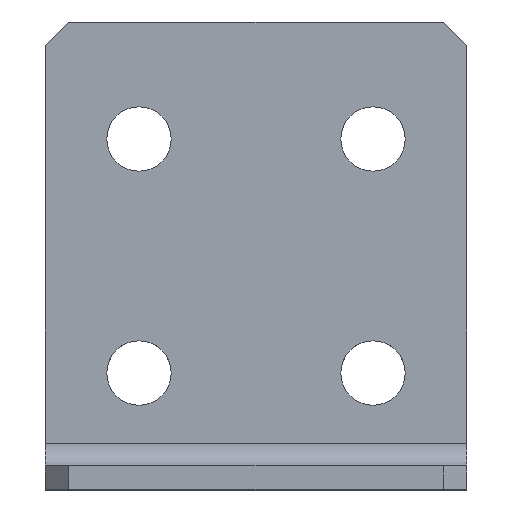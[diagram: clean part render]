
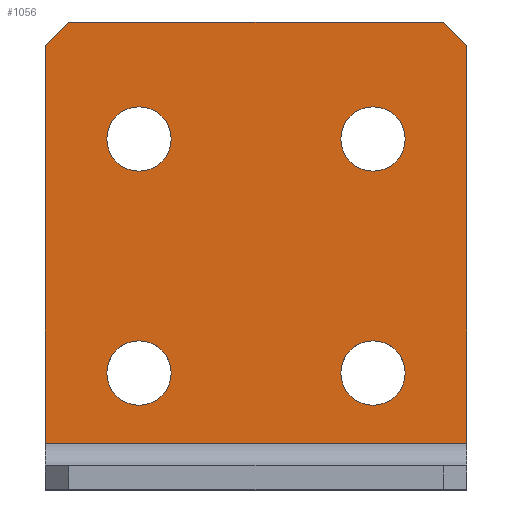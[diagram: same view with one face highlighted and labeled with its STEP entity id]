
A CAD part, top view. The second image highlights one B-rep face of the part: STEP entity #1056.
In plain terms, the highlighted planar face has unit normal (0, 0, 1).
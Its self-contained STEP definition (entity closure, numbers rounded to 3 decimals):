
#2 = EDGE_CURVE ( 'NONE', #1106, #48, #1044, .T. ) ;
#29 = VECTOR ( 'NONE', #510, 1000. ) ;
#31 = CARTESIAN_POINT ( 'NONE',  ( -18., 0., 2. ) ) ;
#47 = AXIS2_PLACEMENT_3D ( 'NONE', #960, #1122, #866 ) ;
#48 = VERTEX_POINT ( 'NONE', #251 ) ;
#49 = CARTESIAN_POINT ( 'NONE',  ( 0., 0., 2. ) ) ;
#59 = DIRECTION ( 'NONE',  ( 1., 0., 0. ) ) ;
#64 = VECTOR ( 'NONE', #465, 1000. ) ;
#65 = ORIENTED_EDGE ( 'NONE', *, *, #95, .F. ) ;
#70 = DIRECTION ( 'NONE',  ( 0., 0., 1. ) ) ;
#82 = CIRCLE ( 'NONE', #733, 2.75 ) ;
#93 = CARTESIAN_POINT ( 'NONE',  ( -10., 10., 2. ) ) ;
#95 = EDGE_CURVE ( 'NONE', #853, #157, #197, .T. ) ;
#110 = CARTESIAN_POINT ( 'NONE',  ( -7.25, 10., 2. ) ) ;
#118 = DIRECTION ( 'NONE',  ( -0.707, -0.707, 0. ) ) ;
#119 = CIRCLE ( 'NONE', #175, 2.75 ) ;
#126 = CARTESIAN_POINT ( 'NONE',  ( 18., 4., 2. ) ) ;
#127 = CARTESIAN_POINT ( 'NONE',  ( 10., 10., 2. ) ) ;
#139 = CARTESIAN_POINT ( 'NONE',  ( 10., 10., 2. ) ) ;
#151 = DIRECTION ( 'NONE',  ( 0., 0., -1. ) ) ;
#155 = VECTOR ( 'NONE', #1023, 1000. ) ;
#157 = VERTEX_POINT ( 'NONE', #906 ) ;
#163 = EDGE_CURVE ( 'NONE', #979, #953, #562, .T. ) ;
#175 = AXIS2_PLACEMENT_3D ( 'NONE', #93, #187, #1116 ) ;
#180 = DIRECTION ( 'NONE',  ( 0., 0., 1. ) ) ;
#187 = DIRECTION ( 'NONE',  ( 0., 0., 1. ) ) ;
#191 = ORIENTED_EDGE ( 'NONE', *, *, #1095, .T. ) ;
#197 = LINE ( 'NONE', #900, #64 ) ;
#207 = AXIS2_PLACEMENT_3D ( 'NONE', #603, #536, #958 ) ;
#211 = CARTESIAN_POINT ( 'NONE',  ( -18., 38., 2. ) ) ;
#217 = DIRECTION ( 'NONE',  ( 0., 0., 1. ) ) ;
#235 = EDGE_LOOP ( 'NONE', ( #468, #942 ) ) ;
#241 = FACE_BOUND ( 'NONE', #1057, .T. ) ;
#246 = VECTOR ( 'NONE', #892, 1000. ) ;
#251 = CARTESIAN_POINT ( 'NONE',  ( 16., 40., 2. ) ) ;
#252 = CARTESIAN_POINT ( 'NONE',  ( 18., 38., 2. ) ) ;
#257 = EDGE_CURVE ( 'NONE', #661, #1051, #680, .T. ) ;
#261 = DIRECTION ( 'NONE',  ( -1., 0., 0. ) ) ;
#263 = LINE ( 'NONE', #1018, #29 ) ;
#264 = VERTEX_POINT ( 'NONE', #835 ) ;
#271 = ORIENTED_EDGE ( 'NONE', *, *, #874, .T. ) ;
#280 = CIRCLE ( 'NONE', #1021, 2.75 ) ;
#292 = VERTEX_POINT ( 'NONE', #847 ) ;
#307 = VERTEX_POINT ( 'NONE', #401 ) ;
#365 = LINE ( 'NONE', #31, #246 ) ;
#389 = DIRECTION ( 'NONE',  ( 1., 0., 0. ) ) ;
#401 = CARTESIAN_POINT ( 'NONE',  ( -12.75, 10., 2. ) ) ;
#436 = CARTESIAN_POINT ( 'NONE',  ( 18., 38., 2. ) ) ;
#442 = VERTEX_POINT ( 'NONE', #599 ) ;
#443 = CIRCLE ( 'NONE', #47, 2.75 ) ;
#457 = ORIENTED_EDGE ( 'NONE', *, *, #257, .F. ) ;
#465 = DIRECTION ( 'NONE',  ( -1., 0., 0. ) ) ;
#468 = ORIENTED_EDGE ( 'NONE', *, *, #494, .F. ) ;
#473 = DIRECTION ( 'NONE',  ( 0., 0., 1. ) ) ;
#476 = EDGE_CURVE ( 'NONE', #48, #979, #775, .T. ) ;
#492 = CARTESIAN_POINT ( 'NONE',  ( 10., 30., 2. ) ) ;
#494 = EDGE_CURVE ( 'NONE', #292, #264, #910, .T. ) ;
#498 = ORIENTED_EDGE ( 'NONE', *, *, #734, .F. ) ;
#510 = DIRECTION ( 'NONE',  ( 0., 1., 0. ) ) ;
#520 = CARTESIAN_POINT ( 'NONE',  ( -10., 10., 2. ) ) ;
#536 = DIRECTION ( 'NONE',  ( 0., 0., 1. ) ) ;
#560 = CARTESIAN_POINT ( 'NONE',  ( 7.25, 30., 2. ) ) ;
#562 = LINE ( 'NONE', #809, #714 ) ;
#580 = PLANE ( 'NONE',  #858 ) ;
#584 = VERTEX_POINT ( 'NONE', #807 ) ;
#599 = CARTESIAN_POINT ( 'NONE',  ( 12.75, 10., 2. ) ) ;
#603 = CARTESIAN_POINT ( 'NONE',  ( -10., 30., 2. ) ) ;
#622 = EDGE_CURVE ( 'NONE', #442, #584, #1072, .T. ) ;
#624 = VERTEX_POINT ( 'NONE', #110 ) ;
#658 = ORIENTED_EDGE ( 'NONE', *, *, #476, .T. ) ;
#661 = VERTEX_POINT ( 'NONE', #894 ) ;
#663 = VECTOR ( 'NONE', #261, 1000. ) ;
#669 = DIRECTION ( 'NONE',  ( 1., 0., 0. ) ) ;
#680 = CIRCLE ( 'NONE', #947, 2.75 ) ;
#702 = ORIENTED_EDGE ( 'NONE', *, *, #163, .T. ) ;
#706 = ORIENTED_EDGE ( 'NONE', *, *, #780, .F. ) ;
#714 = VECTOR ( 'NONE', #118, 1000. ) ;
#733 = AXIS2_PLACEMENT_3D ( 'NONE', #139, #217, #59 ) ;
#734 = EDGE_CURVE ( 'NONE', #624, #307, #280, .T. ) ;
#745 = DIRECTION ( 'NONE',  ( 0., 0., 1. ) ) ;
#746 = ORIENTED_EDGE ( 'NONE', *, *, #1009, .F. ) ;
#747 = DIRECTION ( 'NONE',  ( 1., 0., 0. ) ) ;
#762 = FACE_BOUND ( 'NONE', #235, .T. ) ;
#768 = EDGE_CURVE ( 'NONE', #264, #292, #443, .T. ) ;
#775 = LINE ( 'NONE', #1032, #663 ) ;
#780 = EDGE_CURVE ( 'NONE', #307, #624, #119, .T. ) ;
#788 = AXIS2_PLACEMENT_3D ( 'NONE', #492, #745, #669 ) ;
#807 = CARTESIAN_POINT ( 'NONE',  ( 7.25, 10., 2. ) ) ;
#809 = CARTESIAN_POINT ( 'NONE',  ( -16., 40., 2. ) ) ;
#835 = CARTESIAN_POINT ( 'NONE',  ( -12.75, 30., 2. ) ) ;
#847 = CARTESIAN_POINT ( 'NONE',  ( -7.25, 30., 2. ) ) ;
#853 = VERTEX_POINT ( 'NONE', #126 ) ;
#858 = AXIS2_PLACEMENT_3D ( 'NONE', #49, #151, #1103 ) ;
#866 = DIRECTION ( 'NONE',  ( 1., 0., 0. ) ) ;
#874 = EDGE_CURVE ( 'NONE', #953, #157, #365, .T. ) ;
#879 = CARTESIAN_POINT ( 'NONE',  ( -16., 40., 2. ) ) ;
#892 = DIRECTION ( 'NONE',  ( 0., -1., 0. ) ) ;
#893 = EDGE_LOOP ( 'NONE', ( #191, #1104, #658, #702, #271, #65 ) ) ;
#894 = CARTESIAN_POINT ( 'NONE',  ( 12.75, 30., 2. ) ) ;
#900 = CARTESIAN_POINT ( 'NONE',  ( 18., 4., 2. ) ) ;
#906 = CARTESIAN_POINT ( 'NONE',  ( -18., 4., 2. ) ) ;
#910 = CIRCLE ( 'NONE', #207, 2.75 ) ;
#925 = EDGE_LOOP ( 'NONE', ( #1094, #1099 ) ) ;
#942 = ORIENTED_EDGE ( 'NONE', *, *, #768, .F. ) ;
#947 = AXIS2_PLACEMENT_3D ( 'NONE', #995, #70, #747 ) ;
#953 = VERTEX_POINT ( 'NONE', #211 ) ;
#958 = DIRECTION ( 'NONE',  ( 1., 0., 0. ) ) ;
#960 = CARTESIAN_POINT ( 'NONE',  ( -10., 30., 2. ) ) ;
#979 = VERTEX_POINT ( 'NONE', #879 ) ;
#993 = FACE_OUTER_BOUND ( 'NONE', #893, .T. ) ;
#995 = CARTESIAN_POINT ( 'NONE',  ( 10., 30., 2. ) ) ;
#998 = EDGE_CURVE ( 'NONE', #584, #442, #82, .T. ) ;
#1000 = AXIS2_PLACEMENT_3D ( 'NONE', #127, #473, #389 ) ;
#1009 = EDGE_CURVE ( 'NONE', #1051, #661, #1098, .T. ) ;
#1012 = FACE_BOUND ( 'NONE', #1016, .T. ) ;
#1016 = EDGE_LOOP ( 'NONE', ( #498, #706 ) ) ;
#1018 = CARTESIAN_POINT ( 'NONE',  ( 18., 0., 2. ) ) ;
#1021 = AXIS2_PLACEMENT_3D ( 'NONE', #520, #180, #1046 ) ;
#1023 = DIRECTION ( 'NONE',  ( -0.707, 0.707, 0. ) ) ;
#1032 = CARTESIAN_POINT ( 'NONE',  ( -18., 40., 2. ) ) ;
#1044 = LINE ( 'NONE', #436, #155 ) ;
#1046 = DIRECTION ( 'NONE',  ( 1., 0., 0. ) ) ;
#1051 = VERTEX_POINT ( 'NONE', #560 ) ;
#1056 = ADVANCED_FACE ( 'NONE', ( #1012, #1097, #762, #993, #241 ), #580, .F. ) ;
#1057 = EDGE_LOOP ( 'NONE', ( #457, #746 ) ) ;
#1072 = CIRCLE ( 'NONE', #1000, 2.75 ) ;
#1094 = ORIENTED_EDGE ( 'NONE', *, *, #622, .F. ) ;
#1095 = EDGE_CURVE ( 'NONE', #853, #1106, #263, .T. ) ;
#1097 = FACE_BOUND ( 'NONE', #925, .T. ) ;
#1098 = CIRCLE ( 'NONE', #788, 2.75 ) ;
#1099 = ORIENTED_EDGE ( 'NONE', *, *, #998, .F. ) ;
#1103 = DIRECTION ( 'NONE',  ( -1., 0., 0. ) ) ;
#1104 = ORIENTED_EDGE ( 'NONE', *, *, #2, .T. ) ;
#1106 = VERTEX_POINT ( 'NONE', #252 ) ;
#1116 = DIRECTION ( 'NONE',  ( 1., 0., 0. ) ) ;
#1122 = DIRECTION ( 'NONE',  ( 0., 0., 1. ) ) ;
